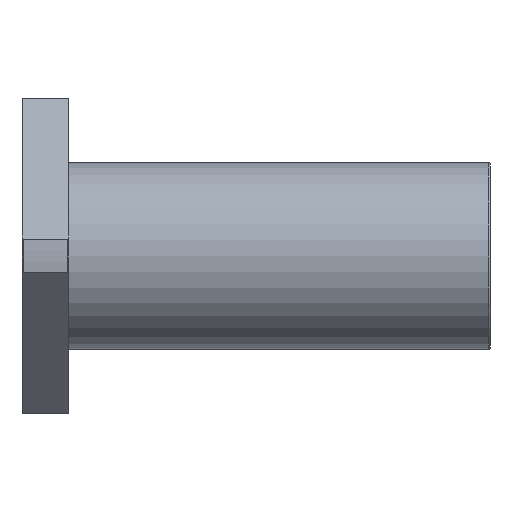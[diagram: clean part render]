
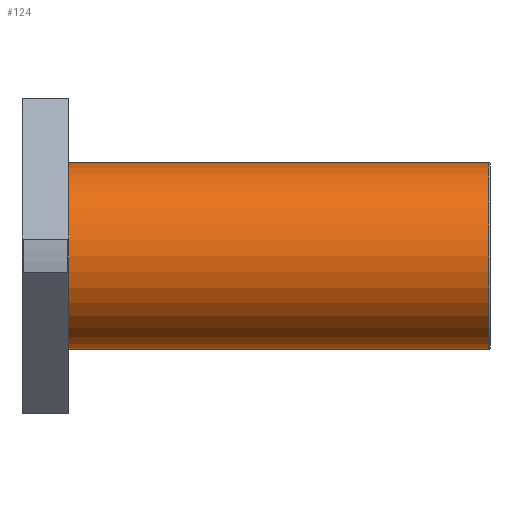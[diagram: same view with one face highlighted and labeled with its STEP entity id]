
A CAD part, front view. The second image highlights one B-rep face of the part: STEP entity #124.
In plain terms, the highlighted cylindrical face has radius 16 mm (diameter 32 mm), a full revolution.
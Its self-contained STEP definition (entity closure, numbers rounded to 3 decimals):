
#124 = ADVANCED_FACE( '', ( #270, #271 ), #272, .T. );
#270 = FACE_OUTER_BOUND( '', #437, .T. );
#271 = FACE_OUTER_BOUND( '', #438, .T. );
#272 = CYLINDRICAL_SURFACE( '', #439, 16. );
#437 = EDGE_LOOP( '', ( #719 ) );
#438 = EDGE_LOOP( '', ( #720 ) );
#439 = AXIS2_PLACEMENT_3D( '', #721, #722, #723 );
#719 = ORIENTED_EDGE( '', *, *, #967, .T. );
#720 = ORIENTED_EDGE( '', *, *, #879, .F. );
#721 = CARTESIAN_POINT( '', ( 80., 0., 0. ) );
#722 = DIRECTION( '', ( -1., 0., 0. ) );
#723 = DIRECTION( '', ( 0., 0., -1. ) );
#879 = EDGE_CURVE( '', #1028, #1028, #1029, .T. );
#967 = EDGE_CURVE( '', #1165, #1165, #1166, .T. );
#1028 = VERTEX_POINT( '', #1267 );
#1029 = CIRCLE( '', #1268, 16. );
#1165 = VERTEX_POINT( '', #1494 );
#1166 = CIRCLE( '', #1495, 16. );
#1267 = CARTESIAN_POINT( '', ( 79.8, 0., -16. ) );
#1268 = AXIS2_PLACEMENT_3D( '', #1572, #1573, #1574 );
#1494 = CARTESIAN_POINT( '', ( 8., 0., -16. ) );
#1495 = AXIS2_PLACEMENT_3D( '', #1691, #1692, #1693 );
#1572 = CARTESIAN_POINT( '', ( 79.8, 0., 0. ) );
#1573 = DIRECTION( '', ( 1., 0., 0. ) );
#1574 = DIRECTION( '', ( 0., 0., -1. ) );
#1691 = CARTESIAN_POINT( '', ( 8., 0., 0. ) );
#1692 = DIRECTION( '', ( 1., 0., 0. ) );
#1693 = DIRECTION( '', ( 0., 0., -1. ) );
